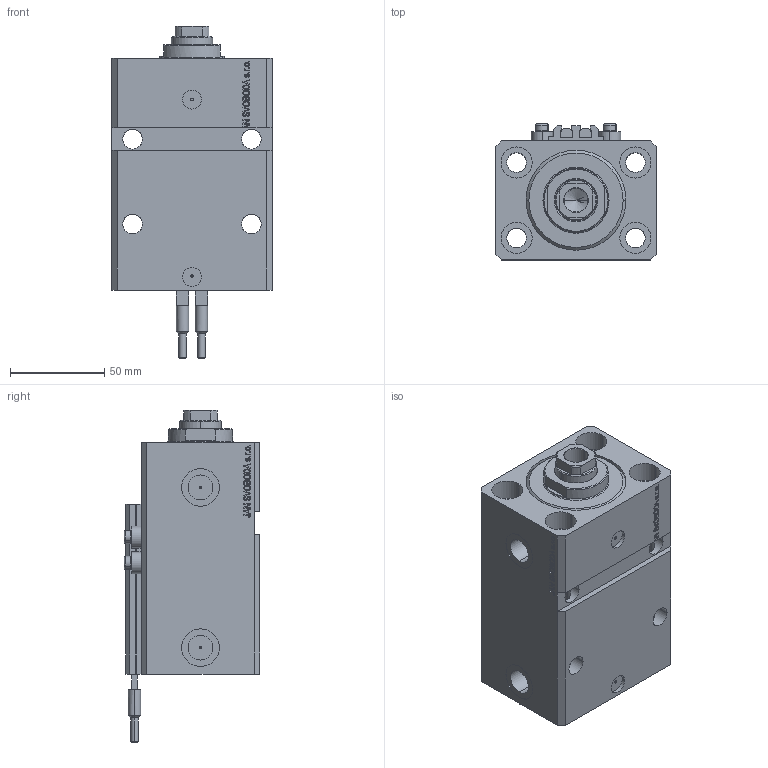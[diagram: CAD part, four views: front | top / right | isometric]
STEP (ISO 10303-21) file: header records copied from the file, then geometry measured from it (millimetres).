
FILE_DESCRIPTION (( 'STEP AP203' ), '1' );
FILE_NAME ('634f.STEP', '2023-10-07T15:46:24', ( '' ), ( '' ), 'SwSTEP 2.0', 'SolidWorks 2019', '' );
FILE_SCHEMA (( 'CONFIG_CONTROL_DESIGN' ));
Length unit declared in the file: millimetre
Products named in the file (6): V250CE_VC_E 118d3c092f700822d54e9a065b99c432; ALLEN BOLT V250CE 118d3c092f700822d54e9a065b99c432; SWITCH_V250CE 118d3c092f700822d54e9a065b99c432; V250CE_E_Body 118d3c092f700822d54e9a065b99c432; V250CE_C_VCP 118d3c092f700822d54e9a065b99c432; 634f
Assembly tree (9 placements, depth 2):
  634f
    V250CE_E_Body 118d3c092f700822d54e9a065b99c432
    ALLEN BOLT V250CE 118d3c092f700822d54e9a065b99c432  x4
    V250CE_C_VCP 118d3c092f700822d54e9a065b99c432
    V250CE_VC_E 118d3c092f700822d54e9a065b99c432
    SWITCH_V250CE 118d3c092f700822d54e9a065b99c432  x2
Bounding box: 85 x 72 x 176 mm (x, y, z)
Volume: 556589.4 mm3; surface area: 123233.8 mm2
Topology: 10 solids, 10 shells, 1175 faces, 2919 edges, 1873 vertices
Faces by surface type: plane 571, bspline 356, cylinder 170, cone 60, torus 18
Entity records: 49456 total; most frequent: CARTESIAN_POINT 25256, ORIENTED_EDGE 5420, DIRECTION 3668, EDGE_CURVE 2710, VERTEX_POINT 1759, VECTOR 1646, LINE 1646, EDGE_LOOP 1217
